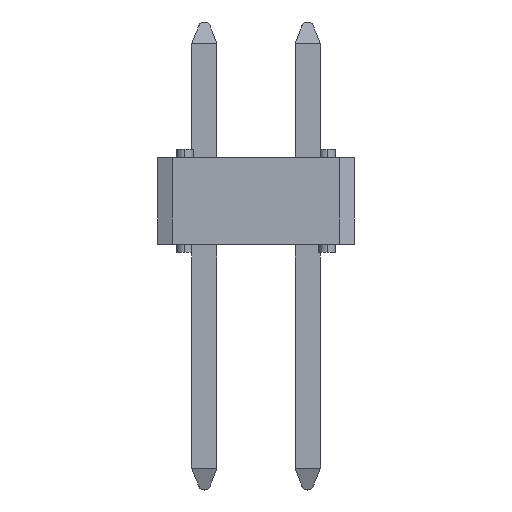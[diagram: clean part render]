
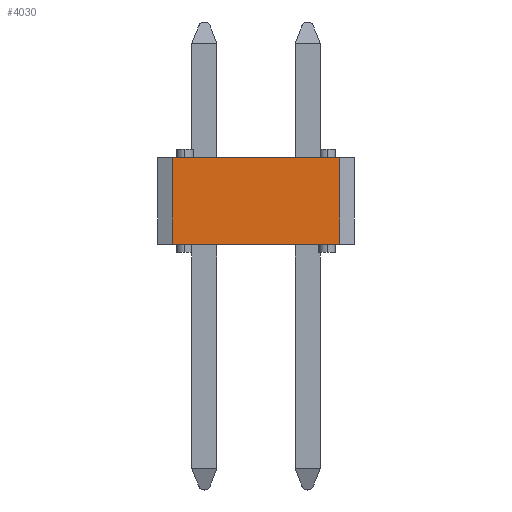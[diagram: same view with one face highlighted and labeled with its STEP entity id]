
A CAD part, left-side view. The second image highlights one B-rep face of the part: STEP entity #4030.
In plain terms, the highlighted planar face has unit normal (-1, 0, 0).
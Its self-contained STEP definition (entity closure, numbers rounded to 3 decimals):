
#209=DIRECTION('',(0.,1.,0.));
#210=VECTOR('',#209,4.116);
#211=CARTESIAN_POINT('',(-3.61,-2.058,0.));
#212=LINE('11178',#211,#210);
#805=DIRECTION('',(0.,1.,0.));
#806=VECTOR('',#805,4.116);
#807=CARTESIAN_POINT('',(-3.61,-2.058,2.13));
#808=LINE('11182',#807,#806);
#1321=DIRECTION('',(0.,0.,1.));
#1322=VECTOR('',#1321,2.13);
#1323=CARTESIAN_POINT('',(-3.61,2.058,0.));
#1324=LINE('11190',#1323,#1322);
#1445=DIRECTION('',(0.,0.,1.));
#1446=VECTOR('',#1445,2.13);
#1447=CARTESIAN_POINT('',(-3.61,-2.058,0.));
#1448=LINE('11191',#1447,#1446);
#2209=CARTESIAN_POINT('',(-3.61,-2.058,0.));
#2210=CARTESIAN_POINT('',(-3.61,2.058,0.));
#2211=VERTEX_POINT('',#2209);
#2212=VERTEX_POINT('',#2210);
#2217=CARTESIAN_POINT('',(-3.61,-2.058,2.13));
#2218=CARTESIAN_POINT('',(-3.61,2.058,2.13));
#2219=VERTEX_POINT('',#2217);
#2220=VERTEX_POINT('',#2218);
#4017=CARTESIAN_POINT('',(-3.61,-2.6,2.13));
#4018=DIRECTION('',(1.,0.,0.));
#4019=DIRECTION('',(0.,1.,0.));
#4020=AXIS2_PLACEMENT_3D('',#4017,#4018,#4019);
#4021=PLANE('11166',#4020);
#4022=ORIENTED_EDGE('11178',*,*,#2518,.T.);
#4024=ORIENTED_EDGE('11190',*,*,#4023,.T.);
#4025=ORIENTED_EDGE('11182',*,*,#3066,.F.);
#4027=ORIENTED_EDGE('11191',*,*,#4026,.F.);
#4028=EDGE_LOOP('11166',(#4022,#4024,#4025,#4027));
#4029=FACE_OUTER_BOUND('11166',#4028,.F.);
#4030=ADVANCED_FACE('11166',(#4029),#4021,.F.);
#2518=EDGE_CURVE('11178',#2211,#2212,#212,.T.);
#3066=EDGE_CURVE('11182',#2219,#2220,#808,.T.);
#4023=EDGE_CURVE('11190',#2212,#2220,#1324,.T.);
#4026=EDGE_CURVE('11191',#2211,#2219,#1448,.T.);
